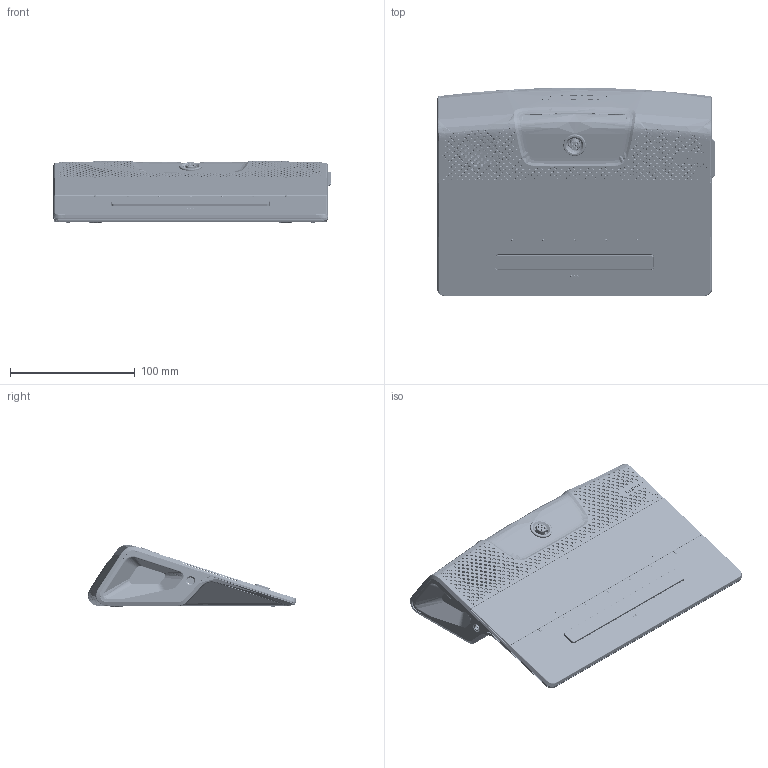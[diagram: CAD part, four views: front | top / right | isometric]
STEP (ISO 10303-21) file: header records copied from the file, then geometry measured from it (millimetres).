
FILE_DESCRIPTION(/* description */ (''),/* implementation_level */ '2;1');
FILE_NAME(/* name */ '71.98.0081_D-Case_M07_3D_0.03.stp',/* time_stamp */ '2020-06-23T14:18:53+02:00',/* author */ (''),/* organization */ (''),/* preprocessor_version */ 'ST-DEVELOPER v16.7',/* originating_system */ 'SIEMENS PLM Software NX 12.0',/* authorisation */ '');
FILE_SCHEMA (('AUTOMOTIVE_DESIGN { 1 0 10303 214 3 1 1 1 }'));
Products named in the file (1): BV4CC0521Fdois
Bounding box: 222.78 x 166.85 x 50.04 mm (x, y, z)
Volume: 289953.2 mm3; surface area: 340222 mm2
Topology: 34 solids, 34 shells, 8063 faces, 19758 edges, 12056 vertices
Faces by surface type: plane 2946, cylinder 1854, bspline 1785, cone 802, sphere 343, torus 268, extrusion 65
Full cylindrical faces by diameter (mm): 0.45 x1, 1.4 x10, 1.45 x4, 2 x9, 2.142 x5, 2.2 x5, 2.38 x5, 2.4 x13, 2.5 x2, 2.7 x4, 2.8 x5, 3 x3, 3.2 x9, 3.5 x5, 3.6 x2, 3.7 x2, 4.15 x1, 4.7 x5, 5 x4, 5.15 x2, 5.5 x1, 6 x3, 7.15 x1, 9.6 x1, 9.7 x1, 10.4 x1, 11.2 x1, 11.6 x1, 18 x1, 35.82 x1
Entity records: 302357 total; most frequent: CARTESIAN_POINT 127412, ORIENTED_EDGE 37166, DIRECTION 33122, EDGE_CURVE 18583, AXIS2_PLACEMENT_3D 12519, VERTEX_POINT 11848, EDGE_LOOP 9608, VECTOR 8084
